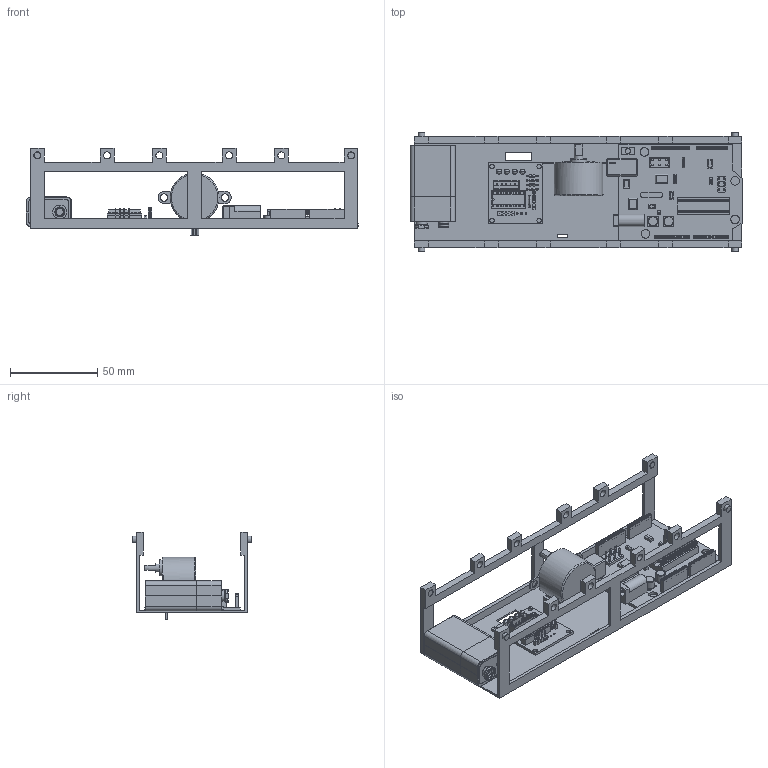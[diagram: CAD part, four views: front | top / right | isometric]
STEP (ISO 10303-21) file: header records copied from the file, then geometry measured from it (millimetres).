
FILE_DESCRIPTION(/* description */ ('STEP AP242','CAx-IF Rec.Pracs.---Representation and Presentation of Product Manufacturing Information (PMI)---4.0---2014-10-13','CAx-IF Rec.Pracs.---3D Tessellated Geometry---0.4---2014-09-14','2;1'),/* implementation_level */ '2;1');
FILE_NAME(/* name */ '68e8403fcb54a74bd1bcab1d',/* time_stamp */ '2025-10-09T23:07:45Z',/* author */ (''),/* organization */ (''),/* preprocessor_version */ 'ST-DEVELOPER v20',/* originating_system */ 'ONSHAPE BY PTC INC, 1.204',/* authorisation */ ' ');
FILE_SCHEMA (('AP242_MANAGED_MODEL_BASED_3D_ENGINEERING_MIM_LF { 1 0 10303 442 1 1 4 }'));
Products named in the file (21): frame with electronics; Document; Frame; layer1[1]; Part 5; 28BYJ-48 Stepper; UNO
Assembly tree (20 placements, depth 2):
  frame with electronics
    Document
    Document
    Frame
    Document
    Document
    Frame
    Frame
    Document
    Document
    Document
    layer1[1]
    Document
    Part 5
    Frame
    Document
    28BYJ-48 Stepper
    Document
    Document
    UNO
    Document
Bounding box: 190.54 x 68 x 50 mm (x, y, z)
Volume: 76971.5 mm3; surface area: 68368 mm2
Topology: 20 solids, 25 shells, 2345 faces, 6028 edges, 3857 vertices
Faces by surface type: plane 1451, cylinder 673, bspline 128, cone 43, torus 34, sphere 16
Full cylindrical faces by diameter (mm): 0.4 x1, 1 x42, 1.4 x42, 1.5 x1, 3 x1, 3.8 x4, 4 x12, 4.064 x1, 4.2 x2, 4.95 x1, 5 x5, 5.715 x1, 5.8 x2, 5.842 x1, 6.35 x1, 7.874 x1, 9.2 x1, 28 x1
Entity records: 75124 total; most frequent: CARTESIAN_POINT 16920, DIRECTION 11713, ORIENTED_EDGE 11542, EDGE_CURVE 5771, LINE 3915, VECTOR 3915, AXIS2_PLACEMENT_3D 3899, VERTEX_POINT 3849
